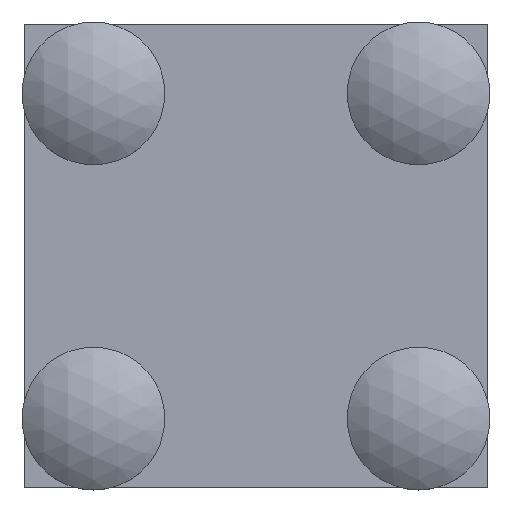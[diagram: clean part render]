
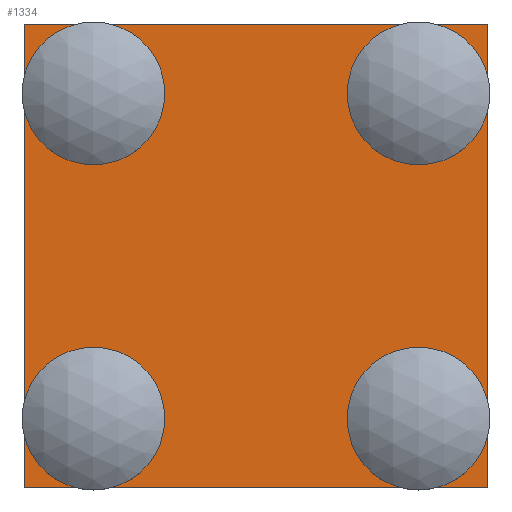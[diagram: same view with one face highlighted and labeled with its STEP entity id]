
A CAD part, top view. The second image highlights one B-rep face of the part: STEP entity #1334.
In plain terms, the highlighted face is planar.
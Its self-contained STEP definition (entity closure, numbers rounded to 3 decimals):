
#142=FACE_BOUND('',#253,.T.);
#143=FACE_BOUND('',#254,.T.);
#144=FACE_BOUND('',#255,.T.);
#145=FACE_BOUND('',#256,.T.);
#181=FACE_OUTER_BOUND('',#252,.T.);
#252=EDGE_LOOP('',(#980,#981,#982,#983));
#253=EDGE_LOOP('',(#984,#985,#986,#987));
#254=EDGE_LOOP('',(#988,#989,#990,#991));
#255=EDGE_LOOP('',(#992,#993,#994,#995));
#256=EDGE_LOOP('',(#996,#997,#998,#999));
#322=LINE('',#1941,#464);
#326=LINE('',#1949,#468);
#329=LINE('',#1955,#471);
#332=LINE('',#1960,#474);
#334=LINE('',#1965,#476);
#338=LINE('',#1973,#480);
#341=LINE('',#1979,#483);
#344=LINE('',#1984,#486);
#346=LINE('',#1989,#488);
#350=LINE('',#1997,#492);
#353=LINE('',#2003,#495);
#356=LINE('',#2008,#498);
#358=LINE('',#2013,#500);
#362=LINE('',#2021,#504);
#365=LINE('',#2027,#507);
#368=LINE('',#2032,#510);
#372=LINE('',#2041,#514);
#376=LINE('',#2048,#518);
#379=LINE('',#2054,#521);
#381=LINE('',#2057,#523);
#464=VECTOR('',#1594,10.);
#468=VECTOR('',#1600,10.);
#471=VECTOR('',#1605,10.);
#474=VECTOR('',#1610,10.);
#476=VECTOR('',#1614,10.);
#480=VECTOR('',#1620,10.);
#483=VECTOR('',#1625,10.);
#486=VECTOR('',#1630,10.);
#488=VECTOR('',#1634,10.);
#492=VECTOR('',#1640,10.);
#495=VECTOR('',#1645,10.);
#498=VECTOR('',#1650,10.);
#500=VECTOR('',#1654,10.);
#504=VECTOR('',#1660,10.);
#507=VECTOR('',#1665,10.);
#510=VECTOR('',#1670,10.);
#514=VECTOR('',#1676,10.);
#518=VECTOR('',#1682,10.);
#521=VECTOR('',#1687,10.);
#523=VECTOR('',#1691,10.);
#606=VERTEX_POINT('',#1939);
#607=VERTEX_POINT('',#1940);
#610=VERTEX_POINT('',#1948);
#612=VERTEX_POINT('',#1954);
#614=VERTEX_POINT('',#1963);
#615=VERTEX_POINT('',#1964);
#618=VERTEX_POINT('',#1972);
#620=VERTEX_POINT('',#1978);
#622=VERTEX_POINT('',#1987);
#623=VERTEX_POINT('',#1988);
#626=VERTEX_POINT('',#1996);
#628=VERTEX_POINT('',#2002);
#630=VERTEX_POINT('',#2011);
#631=VERTEX_POINT('',#2012);
#634=VERTEX_POINT('',#2020);
#636=VERTEX_POINT('',#2026);
#640=VERTEX_POINT('',#2038);
#641=VERTEX_POINT('',#2040);
#643=VERTEX_POINT('',#2046);
#645=VERTEX_POINT('',#2052);
#722=EDGE_CURVE('',#606,#607,#322,.T.);
#726=EDGE_CURVE('',#607,#610,#326,.T.);
#729=EDGE_CURVE('',#610,#612,#329,.T.);
#732=EDGE_CURVE('',#612,#606,#332,.T.);
#734=EDGE_CURVE('',#614,#615,#334,.T.);
#738=EDGE_CURVE('',#615,#618,#338,.T.);
#741=EDGE_CURVE('',#618,#620,#341,.T.);
#744=EDGE_CURVE('',#620,#614,#344,.T.);
#746=EDGE_CURVE('',#622,#623,#346,.T.);
#750=EDGE_CURVE('',#623,#626,#350,.T.);
#753=EDGE_CURVE('',#626,#628,#353,.T.);
#756=EDGE_CURVE('',#628,#622,#356,.T.);
#758=EDGE_CURVE('',#630,#631,#358,.T.);
#762=EDGE_CURVE('',#631,#634,#362,.T.);
#765=EDGE_CURVE('',#634,#636,#365,.T.);
#768=EDGE_CURVE('',#636,#630,#368,.T.);
#772=EDGE_CURVE('',#640,#641,#372,.T.);
#776=EDGE_CURVE('',#643,#640,#376,.T.);
#779=EDGE_CURVE('',#645,#643,#379,.T.);
#781=EDGE_CURVE('',#641,#645,#381,.T.);
#980=ORIENTED_EDGE('',*,*,#781,.F.);
#981=ORIENTED_EDGE('',*,*,#772,.F.);
#982=ORIENTED_EDGE('',*,*,#776,.F.);
#983=ORIENTED_EDGE('',*,*,#779,.F.);
#984=ORIENTED_EDGE('',*,*,#722,.T.);
#985=ORIENTED_EDGE('',*,*,#726,.T.);
#986=ORIENTED_EDGE('',*,*,#729,.T.);
#987=ORIENTED_EDGE('',*,*,#732,.T.);
#988=ORIENTED_EDGE('',*,*,#734,.T.);
#989=ORIENTED_EDGE('',*,*,#738,.T.);
#990=ORIENTED_EDGE('',*,*,#741,.T.);
#991=ORIENTED_EDGE('',*,*,#744,.T.);
#992=ORIENTED_EDGE('',*,*,#746,.T.);
#993=ORIENTED_EDGE('',*,*,#750,.T.);
#994=ORIENTED_EDGE('',*,*,#753,.T.);
#995=ORIENTED_EDGE('',*,*,#756,.T.);
#996=ORIENTED_EDGE('',*,*,#765,.T.);
#997=ORIENTED_EDGE('',*,*,#768,.T.);
#998=ORIENTED_EDGE('',*,*,#758,.T.);
#999=ORIENTED_EDGE('',*,*,#762,.T.);
#1276=PLANE('',#1507);
#1334=ADVANCED_FACE('',(#181,#142,#143,#144,#145),#1276,.F.);
#1507=AXIS2_PLACEMENT_3D('',#2058,#1692,#1693);
#1594=DIRECTION('',(0.,0.,1.));
#1600=DIRECTION('',(1.,0.,0.));
#1605=DIRECTION('',(0.,0.,-1.));
#1610=DIRECTION('',(-1.,0.,0.));
#1614=DIRECTION('',(0.,0.,1.));
#1620=DIRECTION('',(1.,0.,0.));
#1625=DIRECTION('',(0.,0.,-1.));
#1630=DIRECTION('',(-1.,0.,0.));
#1634=DIRECTION('',(0.,0.,1.));
#1640=DIRECTION('',(1.,0.,0.));
#1645=DIRECTION('',(0.,0.,-1.));
#1650=DIRECTION('',(-1.,0.,0.));
#1654=DIRECTION('',(0.,0.,1.));
#1660=DIRECTION('',(1.,0.,0.));
#1665=DIRECTION('',(0.,0.,-1.));
#1670=DIRECTION('',(-1.,0.,0.));
#1676=DIRECTION('',(0.,0.,1.));
#1682=DIRECTION('',(-1.,0.,0.));
#1687=DIRECTION('',(0.,0.,-1.));
#1691=DIRECTION('',(1.,0.,0.));
#1692=DIRECTION('center_axis',(0.,1.,0.));
#1693=DIRECTION('ref_axis',(0.,0.,1.));
#1939=CARTESIAN_POINT('',(6.,0.,-61.));
#1940=CARTESIAN_POINT('',(6.,0.,-53.));
#1941=CARTESIAN_POINT('',(6.,0.,-43.25));
#1948=CARTESIAN_POINT('',(14.,0.,-53.));
#1949=CARTESIAN_POINT('',(23.75,0.,-53.));
#1954=CARTESIAN_POINT('',(14.,0.,-61.));
#1955=CARTESIAN_POINT('',(14.,0.,-47.25));
#1960=CARTESIAN_POINT('',(19.75,0.,-61.));
#1963=CARTESIAN_POINT('',(53.,0.,-14.));
#1964=CARTESIAN_POINT('',(53.,0.,-6.));
#1965=CARTESIAN_POINT('',(53.,0.,-19.75));
#1972=CARTESIAN_POINT('',(61.,0.,-6.));
#1973=CARTESIAN_POINT('',(47.25,0.,-6.));
#1978=CARTESIAN_POINT('',(61.,0.,-14.));
#1979=CARTESIAN_POINT('',(61.,0.,-23.75));
#1984=CARTESIAN_POINT('',(43.25,0.,-14.));
#1987=CARTESIAN_POINT('',(53.,0.,-61.));
#1988=CARTESIAN_POINT('',(53.,0.,-53.));
#1989=CARTESIAN_POINT('',(53.,0.,-43.25));
#1996=CARTESIAN_POINT('',(61.,0.,-53.));
#1997=CARTESIAN_POINT('',(47.25,0.,-53.));
#2002=CARTESIAN_POINT('',(61.,0.,-61.));
#2003=CARTESIAN_POINT('',(61.,0.,-47.25));
#2008=CARTESIAN_POINT('',(43.25,0.,-61.));
#2011=CARTESIAN_POINT('',(6.,0.,-14.));
#2012=CARTESIAN_POINT('',(6.,0.,-6.));
#2013=CARTESIAN_POINT('',(6.,0.,-19.75));
#2020=CARTESIAN_POINT('',(14.,0.,-6.));
#2021=CARTESIAN_POINT('',(23.75,0.,-6.));
#2026=CARTESIAN_POINT('',(14.,0.,-14.));
#2027=CARTESIAN_POINT('',(14.,0.,-23.75));
#2032=CARTESIAN_POINT('',(19.75,0.,-14.));
#2038=CARTESIAN_POINT('',(0.,0.,-67.));
#2040=CARTESIAN_POINT('',(0.,0.,0.));
#2041=CARTESIAN_POINT('',(0.,0.,-67.));
#2046=CARTESIAN_POINT('',(67.,0.,-67.));
#2048=CARTESIAN_POINT('',(67.,0.,-67.));
#2052=CARTESIAN_POINT('',(67.,0.,0.));
#2054=CARTESIAN_POINT('',(67.,0.,0.));
#2057=CARTESIAN_POINT('',(0.,0.,0.));
#2058=CARTESIAN_POINT('Origin',(33.5,0.,-33.5));
